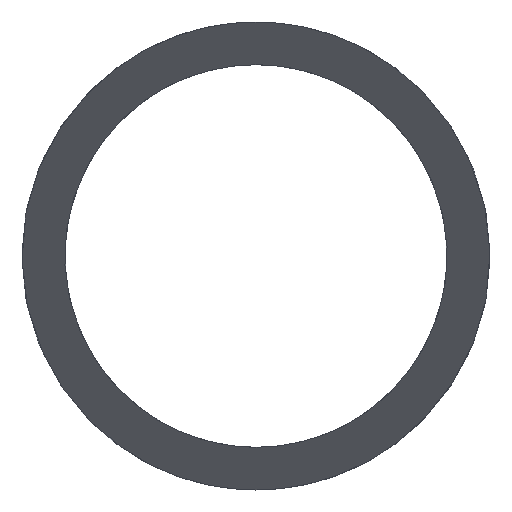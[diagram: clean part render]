
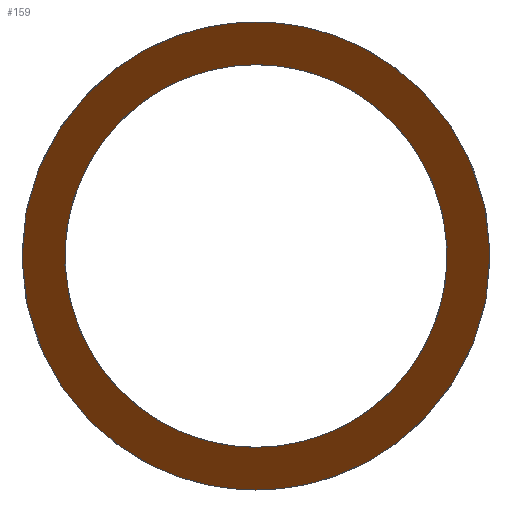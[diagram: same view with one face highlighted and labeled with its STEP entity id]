
A CAD part, front view. The second image highlights one B-rep face of the part: STEP entity #159.
In plain terms, the highlighted planar face has unit normal (0, -0.707, -0.707).
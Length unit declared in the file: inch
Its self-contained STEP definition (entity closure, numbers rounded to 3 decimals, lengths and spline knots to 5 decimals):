
#3 =( BOUNDED_CURVE ( )  B_SPLINE_CURVE ( 3, ( #94, #73, #72, #104 ),
 .UNSPECIFIED., .F., .T. ) 
 B_SPLINE_CURVE_WITH_KNOTS ( ( 4, 4 ),
 ( 3.14159, 6.28319 ),
 .UNSPECIFIED. ) 
 CURVE ( )  GEOMETRIC_REPRESENTATION_ITEM ( )  RATIONAL_B_SPLINE_CURVE ( ( 1., 0.333, 0.333, 1. ) ) 
 REPRESENTATION_ITEM ( '' )  );
#8 =( BOUNDED_CURVE ( )  B_SPLINE_CURVE ( 3, ( #43, #169, #63, #146 ),
 .UNSPECIFIED., .F., .T. ) 
 B_SPLINE_CURVE_WITH_KNOTS ( ( 4, 4 ),
 ( 3.14159, 6.28319 ),
 .UNSPECIFIED. ) 
 CURVE ( )  GEOMETRIC_REPRESENTATION_ITEM ( )  RATIONAL_B_SPLINE_CURVE ( ( 1., 0.333, 0.333, 1. ) ) 
 REPRESENTATION_ITEM ( '' )  );
#18 = AXIS2_PLACEMENT_3D ( 'NONE', #130, #131, #132 ) ;
#19 = EDGE_CURVE ( 'NONE', #42, #40, #8, .T. ) ;
#28 = EDGE_CURVE ( 'NONE', #182, #195, #3, .T. ) ;
#40 = VERTEX_POINT ( 'NONE', #113 ) ;
#42 = VERTEX_POINT ( 'NONE', #80 ) ;
#43 = CARTESIAN_POINT ( 'NONE',  ( 0., -3.40344, -0.5375 ) ) ;
#58 =( BOUNDED_CURVE ( )  B_SPLINE_CURVE ( 3, ( #141, #142, #143, #144 ),
 .UNSPECIFIED., .F., .T. ) 
 B_SPLINE_CURVE_WITH_KNOTS ( ( 4, 4 ),
 ( 0., 3.14159 ),
 .UNSPECIFIED. ) 
 CURVE ( )  GEOMETRIC_REPRESENTATION_ITEM ( )  RATIONAL_B_SPLINE_CURVE ( ( 1., 0.333, 0.333, 1. ) ) 
 REPRESENTATION_ITEM ( '' )  );
#59 = ORIENTED_EDGE ( 'NONE', *, *, #92, .T. ) ;
#63 = CARTESIAN_POINT ( 'NONE',  ( 1.075, -4.47844, 0.5375 ) ) ;
#68 = ORIENTED_EDGE ( 'NONE', *, *, #28, .T. ) ;
#72 = CARTESIAN_POINT ( 'NONE',  ( 1.315, -4.59844, 0.6575 ) ) ;
#73 = CARTESIAN_POINT ( 'NONE',  ( 1.315, -3.28344, -0.6575 ) ) ;
#80 = CARTESIAN_POINT ( 'NONE',  ( 0., -3.40344, -0.5375 ) ) ;
#92 = EDGE_CURVE ( 'NONE', #195, #182, #185, .T. ) ;
#94 = CARTESIAN_POINT ( 'NONE',  ( 0., -3.28344, -0.6575 ) ) ;
#101 = EDGE_LOOP ( 'NONE', ( #153, #210 ) ) ;
#104 = CARTESIAN_POINT ( 'NONE',  ( 0., -4.59844, 0.6575 ) ) ;
#113 = CARTESIAN_POINT ( 'NONE',  ( 0., -4.47844, 0.5375 ) ) ;
#118 = CARTESIAN_POINT ( 'NONE',  ( 0., -4.59844, 0.6575 ) ) ;
#119 = CARTESIAN_POINT ( 'NONE',  ( -1.315, -4.59844, 0.6575 ) ) ;
#120 = CARTESIAN_POINT ( 'NONE',  ( -1.315, -3.28344, -0.6575 ) ) ;
#121 = CARTESIAN_POINT ( 'NONE',  ( 0., -3.28344, -0.6575 ) ) ;
#122 = FACE_BOUND ( 'NONE', #101, .T. ) ;
#128 = FACE_OUTER_BOUND ( 'NONE', #184, .T. ) ;
#129 = PLANE ( 'NONE',  #18 ) ;
#130 = CARTESIAN_POINT ( 'NONE',  ( -0.6575, -4.59844, 0.6575 ) ) ;
#131 = DIRECTION ( 'NONE',  ( 0., -0.707, -0.707 ) ) ;
#132 = DIRECTION ( 'NONE',  ( 0., 0.707, -0.707 ) ) ;
#138 = CARTESIAN_POINT ( 'NONE',  ( 0., -3.28344, -0.6575 ) ) ;
#139 = CARTESIAN_POINT ( 'NONE',  ( 0., -4.59844, 0.6575 ) ) ;
#141 = CARTESIAN_POINT ( 'NONE',  ( 0., -4.47844, 0.5375 ) ) ;
#142 = CARTESIAN_POINT ( 'NONE',  ( -1.075, -4.47844, 0.5375 ) ) ;
#143 = CARTESIAN_POINT ( 'NONE',  ( -1.075, -3.40344, -0.5375 ) ) ;
#144 = CARTESIAN_POINT ( 'NONE',  ( 0., -3.40344, -0.5375 ) ) ;
#146 = CARTESIAN_POINT ( 'NONE',  ( 0., -4.47844, 0.5375 ) ) ;
#153 = ORIENTED_EDGE ( 'NONE', *, *, #19, .F. ) ;
#159 = ADVANCED_FACE ( 'NONE', ( #122, #128 ), #129, .T. ) ;
#169 = CARTESIAN_POINT ( 'NONE',  ( 1.075, -3.40344, -0.5375 ) ) ;
#182 = VERTEX_POINT ( 'NONE', #138 ) ;
#184 = EDGE_LOOP ( 'NONE', ( #68, #59 ) ) ;
#185 =( BOUNDED_CURVE ( )  B_SPLINE_CURVE ( 3, ( #118, #119, #120, #121 ),
 .UNSPECIFIED., .F., .T. ) 
 B_SPLINE_CURVE_WITH_KNOTS ( ( 4, 4 ),
 ( 0., 3.14159 ),
 .UNSPECIFIED. ) 
 CURVE ( )  GEOMETRIC_REPRESENTATION_ITEM ( )  RATIONAL_B_SPLINE_CURVE ( ( 1., 0.333, 0.333, 1. ) ) 
 REPRESENTATION_ITEM ( '' )  );
#195 = VERTEX_POINT ( 'NONE', #139 ) ;
#199 = EDGE_CURVE ( 'NONE', #40, #42, #58, .T. ) ;
#210 = ORIENTED_EDGE ( 'NONE', *, *, #199, .F. ) ;
